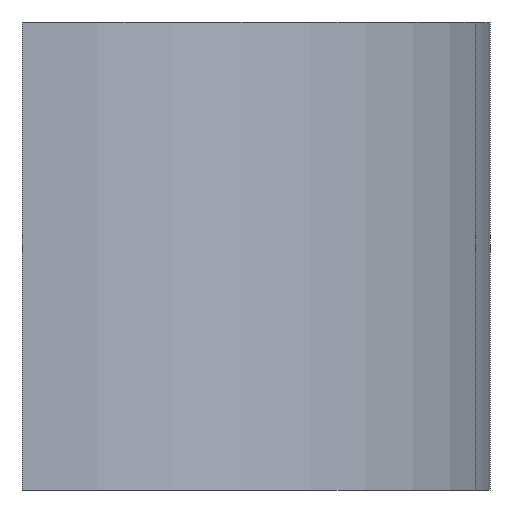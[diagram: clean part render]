
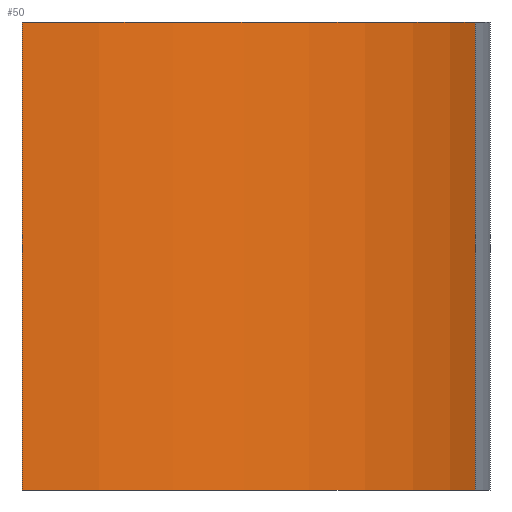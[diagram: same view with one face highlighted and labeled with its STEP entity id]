
A CAD part, left-side view. The second image highlights one B-rep face of the part: STEP entity #50.
In plain terms, the highlighted cylindrical face has radius 1 mm (diameter 2 mm), a partial arc.
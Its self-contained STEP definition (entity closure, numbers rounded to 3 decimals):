
#50=ADVANCED_FACE('',(#64),#65,.T.);
#64=FACE_OUTER_BOUND('',#82,.T.);
#65=CYLINDRICAL_SURFACE('',#83,1.0);
#82=EDGE_LOOP('',(#121,#122,#123,#124));
#83=AXIS2_PLACEMENT_3D('',#125,#126,#127);
#121=ORIENTED_EDGE('',*,*,#162,.T.);
#122=ORIENTED_EDGE('',*,*,#172,.F.);
#123=ORIENTED_EDGE('',*,*,#173,.T.);
#124=ORIENTED_EDGE('',*,*,#158,.F.);
#125=CARTESIAN_POINT('',(0.0,0.0,-0.5));
#126=DIRECTION('',(-0.0,-0.0,1.0));
#127=DIRECTION('',(-1.0,0.0,0.0));
#158=EDGE_CURVE('',#177,#179,#180,.T.);
#162=EDGE_CURVE('',#177,#186,#187,.T.);
#172=EDGE_CURVE('',#202,#186,#203,.T.);
#173=EDGE_CURVE('',#202,#179,#204,.T.);
#177=VERTEX_POINT('',#208);
#179=VERTEX_POINT('',#211);
#180=CIRCLE('',#212,1.0);
#186=VERTEX_POINT('',#221);
#187=LINE('',#222,#223);
#202=VERTEX_POINT('',#245);
#203=CIRCLE('',#246,1.0);
#204=LINE('',#247,#248);
#208=CARTESIAN_POINT('',(-0.25,-0.968,-1.0));
#211=CARTESIAN_POINT('',(-1.0,0.0,-1.0));
#212=AXIS2_PLACEMENT_3D('',#254,#255,#256);
#221=CARTESIAN_POINT('',(-0.25,-0.968,0.0));
#222=CARTESIAN_POINT('',(-0.25,-0.968,-0.5));
#223=VECTOR('',#260,1.0);
#245=CARTESIAN_POINT('',(-1.0,0.0,0.0));
#246=AXIS2_PLACEMENT_3D('',#274,#275,#276);
#247=CARTESIAN_POINT('',(-1.0,0.0,-0.5));
#248=VECTOR('',#277,1.0);
#254=CARTESIAN_POINT('',(0.0,0.0,-1.0));
#255=DIRECTION('',(0.0,0.0,-1.0));
#256=DIRECTION('',(-1.0,0.0,0.0));
#260=DIRECTION('',(0.0,0.0,1.0));
#274=CARTESIAN_POINT('',(0.0,0.0,0.0));
#275=DIRECTION('',(0.0,0.0,1.0));
#276=DIRECTION('',(-1.0,0.0,0.0));
#277=DIRECTION('',(0.0,0.0,-1.0));
